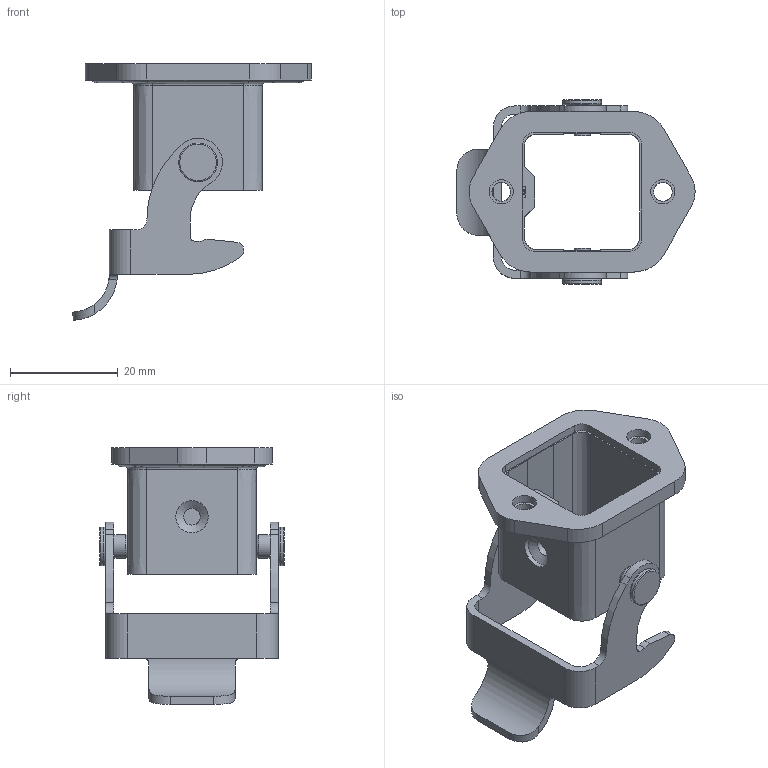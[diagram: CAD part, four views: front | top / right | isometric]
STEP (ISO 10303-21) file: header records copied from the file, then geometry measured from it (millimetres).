
FILE_DESCRIPTION(/* description */ (''),/* implementation_level */ '2;1');
FILE_NAME(/* name */ 'H3A-BK-1L.stp',/* time_stamp */ '2022-10-20T17:53:09+08:00',/* author */ (''),/* organization */ (''),/* preprocessor_version */ 'ST-DEVELOPER v16',/* originating_system */ 'SIEMENS PLM Software NX 10.0',/* authorisation */ '');
FILE_SCHEMA (('AP203_CONFIGURATION_CONTROLLED_3D_DESIGN_OF_MECHANICAL_PARTS_AND_ASSEMBLIES_MIM_LF { 1 0 10303 403 2 1 2}'));
Length unit declared in the file: millimetre
Products named in the file (1): Admi62B47F301pht
Bounding box: 44.24 x 34.3 x 47.59 mm (x, y, z)
Volume: 5687.5 mm3; surface area: 8354.7 mm2
Topology: 1 solids, 1 shells, 196 faces, 521 edges, 340 vertices
Faces by surface type: plane 83, cylinder 58, bspline 37, cone 12, torus 4, extrusion 2
Full cylindrical faces by diameter (mm): 2.3 x2, 3 x2, 3.1 x1, 3.5 x2, 4.4 x2, 4.5 x2, 6 x1, 7.2 x2
Entity records: 7439 total; most frequent: CARTESIAN_POINT 2851, ORIENTED_EDGE 960, DIRECTION 840, EDGE_CURVE 480, VERTEX_POINT 326, AXIS2_PLACEMENT_3D 304, EDGE_LOOP 252, VECTOR 232
